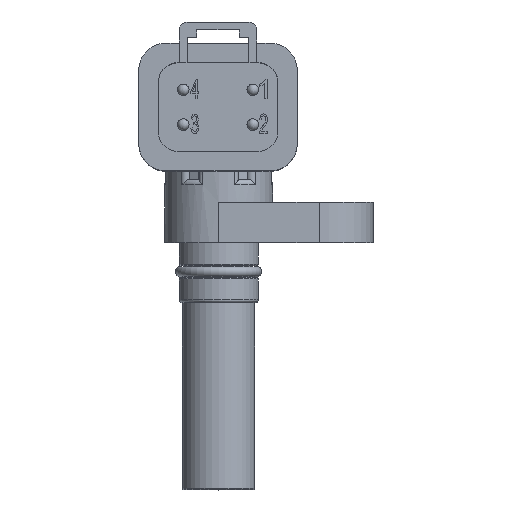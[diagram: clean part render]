
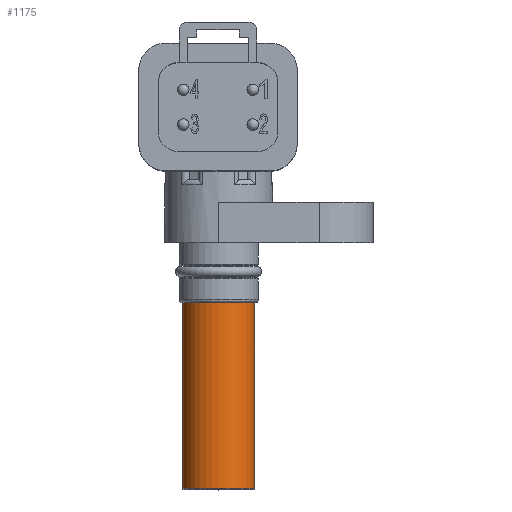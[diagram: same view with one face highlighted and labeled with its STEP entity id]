
A CAD part, top view. The second image highlights one B-rep face of the part: STEP entity #1175.
In plain terms, the highlighted cylindrical face has radius 4.7 mm (diameter 9.4 mm), a full revolution.
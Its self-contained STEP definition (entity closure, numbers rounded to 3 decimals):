
#1080=CYLINDRICAL_SURFACE('',#4314,4.7);
#1175=ADVANCED_FACE('',(#1598,#1599),#1080,.T.);
#1598=FACE_BOUND('',#1678,.T.);
#1599=FACE_BOUND('',#1679,.T.);
#1678=EDGE_LOOP('',(#1985));
#1679=EDGE_LOOP('',(#1986));
#1985=ORIENTED_EDGE('',*,*,#3574,.F.);
#1986=ORIENTED_EDGE('',*,*,#3559,.T.);
#3166=VERTEX_POINT('',#5774);
#3181=VERTEX_POINT('',#5947);
#3559=EDGE_CURVE('',#3166,#3166,#4156,.T.);
#3574=EDGE_CURVE('',#3181,#3181,#4164,.T.);
#4156=CIRCLE('',#4299,4.7);
#4164=CIRCLE('',#4313,4.7);
#4299=AXIS2_PLACEMENT_3D('',#5773,#4659,#4660);
#4313=AXIS2_PLACEMENT_3D('',#5946,#4687,#4688);
#4314=AXIS2_PLACEMENT_3D('',#5948,#4689,#4690);
#4659=DIRECTION('',(0.,1.,0.));
#4660=DIRECTION('',(0.,0.,-1.));
#4687=DIRECTION('',(0.,1.,0.));
#4688=DIRECTION('',(0.,0.,-1.));
#4689=DIRECTION('',(0.,-1.,0.));
#4690=DIRECTION('',(0.,0.,1.));
#5773=CARTESIAN_POINT('',(0.,-13.4,0.));
#5774=CARTESIAN_POINT('',(0.,-13.4,-4.7));
#5946=CARTESIAN_POINT('',(0.,10.6,0.));
#5947=CARTESIAN_POINT('',(0.,10.6,-4.7));
#5948=CARTESIAN_POINT('',(0.,0.,0.));
